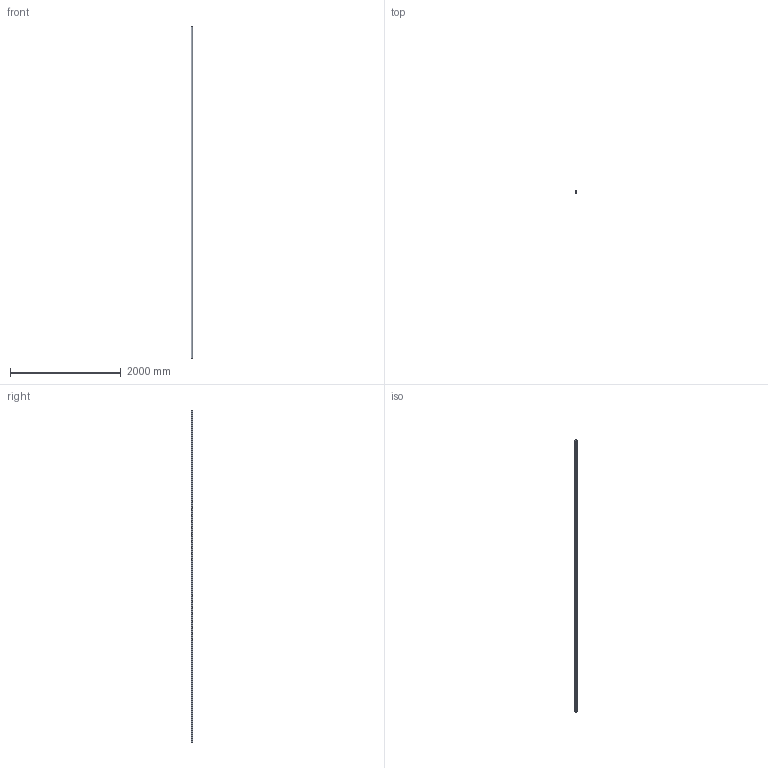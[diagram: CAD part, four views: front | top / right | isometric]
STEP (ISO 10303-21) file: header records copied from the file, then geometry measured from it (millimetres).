
FILE_DESCRIPTION (( 'STEP AP214' ), '1' );
FILE_NAME ('H_18-33x34-Zn-6000.STEP', '2021-11-15T10:35:54', ( '' ), ( '' ), 'SwSTEP 2.0', 'SolidWorks 2019', '' );
FILE_SCHEMA (( 'AUTOMOTIVE_DESIGN' ));
Length unit declared in the file: millimetre
Products named in the file (1): H_18-33x34-Zn-6000
Bounding box: 33 x 34.11 x 6000 mm (x, y, z)
Volume: 1320763.2 mm3; surface area: 1345203.4 mm2
Topology: 1 solids, 1 shells, 30 faces, 84 edges, 56 vertices
Faces by surface type: plane 18, cylinder 12
Entity records: 1006 total; most frequent: CARTESIAN_POINT 171, DIRECTION 170, ORIENTED_EDGE 168, EDGE_CURVE 84, LINE 60, VECTOR 60, VERTEX_POINT 56, AXIS2_PLACEMENT_3D 55
